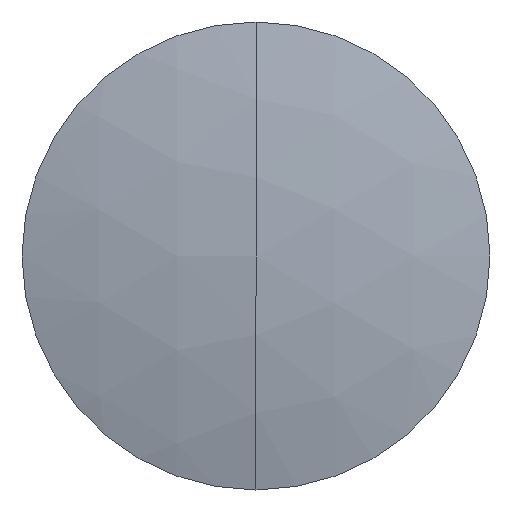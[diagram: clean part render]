
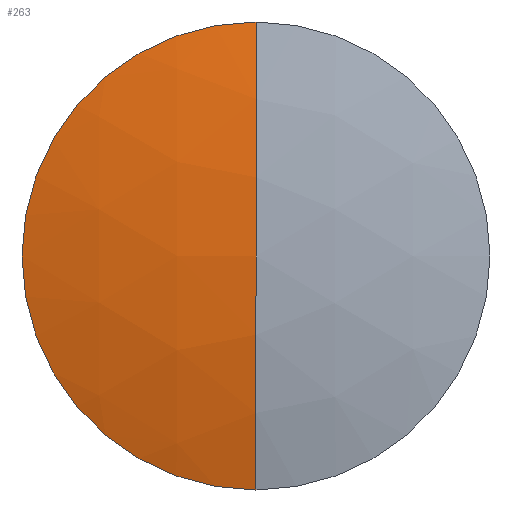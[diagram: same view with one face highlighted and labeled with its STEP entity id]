
A CAD part, left-side view. The second image highlights one B-rep face of the part: STEP entity #263.
In plain terms, the highlighted spherical face has radius 49.6 mm.
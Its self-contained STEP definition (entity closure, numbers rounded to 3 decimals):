
#4 = CARTESIAN_POINT ( 'NONE',  ( 289.196, 0., 0. ) ) ;
#7 = CARTESIAN_POINT ( 'NONE',  ( 289.196, 0., 0. ) ) ;
#11 = EDGE_CURVE ( 'NONE', #299, #88, #284, .T. ) ;
#13 = DIRECTION ( 'NONE',  ( 0., 0., -1. ) ) ;
#14 = DIRECTION ( 'NONE',  ( 0., 0., 1. ) ) ;
#17 = CARTESIAN_POINT ( 'NONE',  ( 239.596, 0., 0. ) ) ;
#39 = ORIENTED_EDGE ( 'NONE', *, *, #11, .T. ) ;
#43 = AXIS2_PLACEMENT_3D ( 'NONE', #7, #304, #128 ) ;
#60 = DIRECTION ( 'NONE',  ( 0., -1., 0. ) ) ;
#64 = CIRCLE ( 'NONE', #311, 49.6 ) ;
#83 = VERTEX_POINT ( 'NONE', #223 ) ;
#84 = CARTESIAN_POINT ( 'NONE',  ( 289.196, 0., 0. ) ) ;
#85 = DIRECTION ( 'NONE',  ( 0., 1., 0. ) ) ;
#88 = VERTEX_POINT ( 'NONE', #17 ) ;
#102 = ORIENTED_EDGE ( 'NONE', *, *, #129, .T. ) ;
#107 = AXIS2_PLACEMENT_3D ( 'NONE', #84, #85, #14 ) ;
#108 = ORIENTED_EDGE ( 'NONE', *, *, #149, .F. ) ;
#128 = DIRECTION ( 'NONE',  ( 0., 0., 1. ) ) ;
#129 = EDGE_CURVE ( 'NONE', #83, #299, #247, .T. ) ;
#130 = CARTESIAN_POINT ( 'NONE',  ( 241.249, 0., -12.7 ) ) ;
#149 = EDGE_CURVE ( 'NONE', #83, #88, #64, .T. ) ;
#174 = SPHERICAL_SURFACE ( 'NONE', #43, 49.6 ) ;
#223 = CARTESIAN_POINT ( 'NONE',  ( 241.249, 0., 12.7 ) ) ;
#229 = AXIS2_PLACEMENT_3D ( 'NONE', #334, #337, #338 ) ;
#247 = CIRCLE ( 'NONE', #229, 12.7 ) ;
#263 = ADVANCED_FACE ( 'NONE', ( #289 ), #174, .T. ) ;
#284 = CIRCLE ( 'NONE', #107, 49.6 ) ;
#285 = EDGE_LOOP ( 'NONE', ( #102, #39, #108 ) ) ;
#289 = FACE_OUTER_BOUND ( 'NONE', #285, .T. ) ;
#299 = VERTEX_POINT ( 'NONE', #130 ) ;
#304 = DIRECTION ( 'NONE',  ( 0., 1., 0. ) ) ;
#311 = AXIS2_PLACEMENT_3D ( 'NONE', #4, #60, #13 ) ;
#334 = CARTESIAN_POINT ( 'NONE',  ( 241.249, 0., 0. ) ) ;
#337 = DIRECTION ( 'NONE',  ( -1., 0., 0. ) ) ;
#338 = DIRECTION ( 'NONE',  ( 0., 0., 1. ) ) ;
